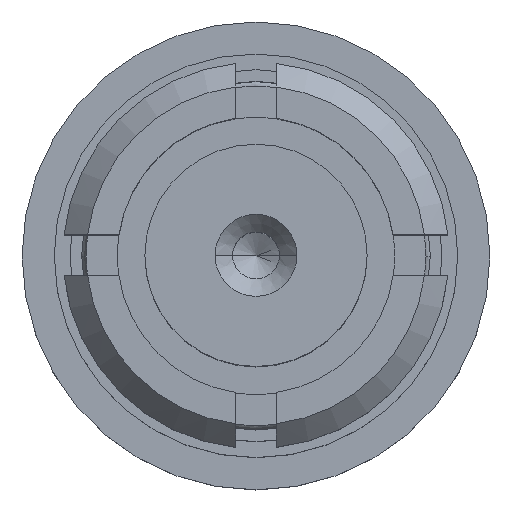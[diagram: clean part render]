
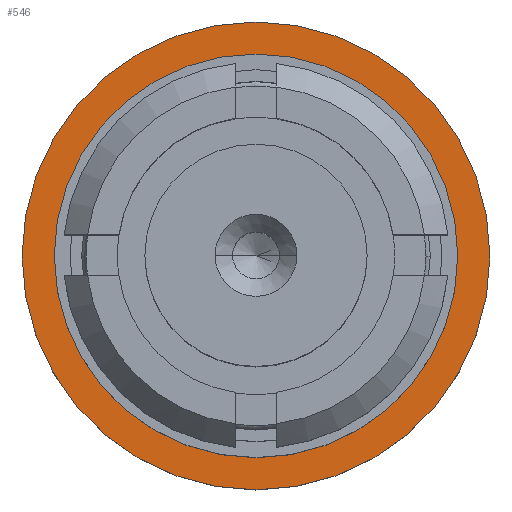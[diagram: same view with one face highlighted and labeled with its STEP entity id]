
A CAD part, top view. The second image highlights one B-rep face of the part: STEP entity #546.
In plain terms, the highlighted planar face has unit normal (0, 0, 1).
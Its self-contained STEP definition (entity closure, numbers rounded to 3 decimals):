
#132 = DIRECTION ( 'NONE',  ( 1., 0., 0. ) ) ;
#322 = CARTESIAN_POINT ( 'NONE',  ( 0., 0., 3.6 ) ) ;
#380 = CARTESIAN_POINT ( 'NONE',  ( -2., 0., 3.6 ) ) ;
#493 = FACE_OUTER_BOUND ( 'NONE', #2819, .T. ) ;
#545 = AXIS2_PLACEMENT_3D ( 'NONE', #1251, #1046, #132 ) ;
#546 = ADVANCED_FACE ( 'NONE', ( #568, #493 ), #1409, .T. ) ;
#568 = FACE_BOUND ( 'NONE', #2601, .T. ) ;
#582 = CIRCLE ( 'NONE', #2071, 1.725 ) ;
#696 = DIRECTION ( 'NONE',  ( 0., 0., 1. ) ) ;
#774 = CARTESIAN_POINT ( 'NONE',  ( 0., 0., 3.6 ) ) ;
#916 = CIRCLE ( 'NONE', #545, 2. ) ;
#985 = AXIS2_PLACEMENT_3D ( 'NONE', #774, #1867, #2060 ) ;
#1028 = ORIENTED_EDGE ( 'NONE', *, *, #1319, .F. ) ;
#1046 = DIRECTION ( 'NONE',  ( 0., 0., 1. ) ) ;
#1237 = CARTESIAN_POINT ( 'NONE',  ( 0., 0., 3.6 ) ) ;
#1251 = CARTESIAN_POINT ( 'NONE',  ( 0., 0., 3.6 ) ) ;
#1319 = EDGE_CURVE ( 'NONE', #1884, #1673, #582, .T. ) ;
#1386 = CIRCLE ( 'NONE', #1729, 2. ) ;
#1409 = PLANE ( 'NONE',  #1724 ) ;
#1493 = CARTESIAN_POINT ( 'NONE',  ( 1.725, 0., 3.6 ) ) ;
#1673 = VERTEX_POINT ( 'NONE', #2055 ) ;
#1724 = AXIS2_PLACEMENT_3D ( 'NONE', #322, #2056, #2277 ) ;
#1729 = AXIS2_PLACEMENT_3D ( 'NONE', #1760, #696, #2053 ) ;
#1760 = CARTESIAN_POINT ( 'NONE',  ( 0., 0., 3.6 ) ) ;
#1867 = DIRECTION ( 'NONE',  ( 0., 0., 1. ) ) ;
#1884 = VERTEX_POINT ( 'NONE', #1493 ) ;
#1908 = DIRECTION ( 'NONE',  ( 0., 0., 1. ) ) ;
#1999 = ORIENTED_EDGE ( 'NONE', *, *, #2222, .T. ) ;
#2016 = ORIENTED_EDGE ( 'NONE', *, *, #2691, .F. ) ;
#2053 = DIRECTION ( 'NONE',  ( 1., 0., 0. ) ) ;
#2055 = CARTESIAN_POINT ( 'NONE',  ( -1.725, 0., 3.6 ) ) ;
#2056 = DIRECTION ( 'NONE',  ( 0., 0., 1. ) ) ;
#2060 = DIRECTION ( 'NONE',  ( 1., 0., 0. ) ) ;
#2071 = AXIS2_PLACEMENT_3D ( 'NONE', #1237, #1908, #2779 ) ;
#2122 = ORIENTED_EDGE ( 'NONE', *, *, #2318, .T. ) ;
#2176 = VERTEX_POINT ( 'NONE', #380 ) ;
#2222 = EDGE_CURVE ( 'NONE', #2176, #2522, #916, .T. ) ;
#2277 = DIRECTION ( 'NONE',  ( 1., 0., 0. ) ) ;
#2318 = EDGE_CURVE ( 'NONE', #2522, #2176, #1386, .T. ) ;
#2436 = CIRCLE ( 'NONE', #985, 1.725 ) ;
#2522 = VERTEX_POINT ( 'NONE', #2760 ) ;
#2601 = EDGE_LOOP ( 'NONE', ( #2016, #1028 ) ) ;
#2691 = EDGE_CURVE ( 'NONE', #1673, #1884, #2436, .T. ) ;
#2760 = CARTESIAN_POINT ( 'NONE',  ( 2., 0., 3.6 ) ) ;
#2779 = DIRECTION ( 'NONE',  ( 1., 0., 0. ) ) ;
#2819 = EDGE_LOOP ( 'NONE', ( #1999, #2122 ) ) ;
